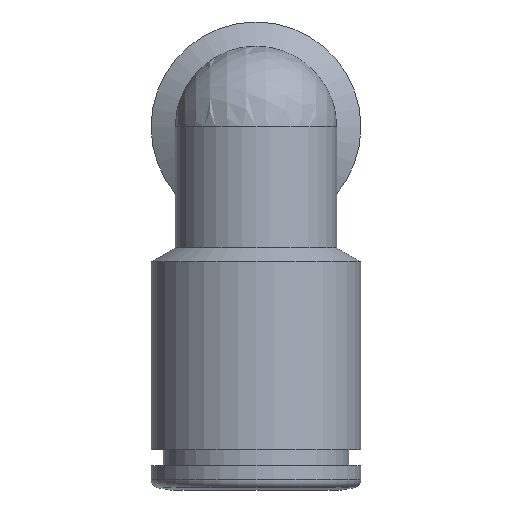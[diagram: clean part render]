
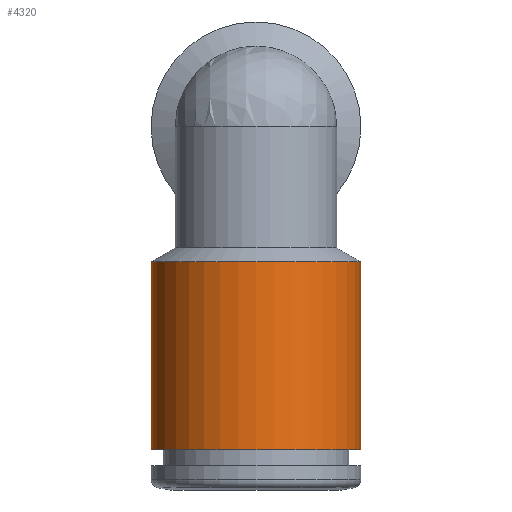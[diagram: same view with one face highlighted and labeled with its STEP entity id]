
A CAD part, left-side view. The second image highlights one B-rep face of the part: STEP entity #4320.
In plain terms, the highlighted cylindrical face has radius 6.5 mm (diameter 13 mm), a full revolution.
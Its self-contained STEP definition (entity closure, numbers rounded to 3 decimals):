
#877=ORIENTED_EDGE('',*,*,#1091,.T.);
#878=ORIENTED_EDGE('',*,*,#1090,.F.);
#969=CIRCLE('',#4210,6.5);
#970=CIRCLE('',#4212,6.5);
#1029=VERTEX_POINT('',#1849);
#1030=VERTEX_POINT('',#1852);
#1090=EDGE_CURVE('',#1029,#1029,#969,.T.);
#1091=EDGE_CURVE('',#1030,#1030,#970,.T.);
#1194=EDGE_LOOP('',(#877));
#1195=EDGE_LOOP('',(#878));
#1305=FACE_BOUND('',#1194,.T.);
#1306=FACE_BOUND('',#1195,.T.);
#1513=DIRECTION('',(0.,-1.,0.));
#1514=DIRECTION('',(-6.5,0.,0.));
#1515=DIRECTION('',(0.,-1.,0.));
#1516=DIRECTION('',(-1.,0.,0.));
#1517=DIRECTION('',(0.,-1.,0.));
#1518=DIRECTION('',(-6.5,0.,0.));
#1849=CARTESIAN_POINT('',(111.197,100.727,0.));
#1850=CARTESIAN_POINT('',(117.697,100.727,0.));
#1851=CARTESIAN_POINT('',(117.697,112.361,0.));
#1852=CARTESIAN_POINT('',(111.197,112.361,0.));
#1853=CARTESIAN_POINT('',(117.697,112.361,0.));
#4210=AXIS2_PLACEMENT_3D('',#1850,#1513,#1514);
#4211=AXIS2_PLACEMENT_3D('',#1851,#1515,#1516);
#4212=AXIS2_PLACEMENT_3D('',#1853,#1517,#1518);
#4269=CYLINDRICAL_SURFACE('',#4211,6.5);
#4320=ADVANCED_FACE('',(#1305,#1306),#4269,.T.);
